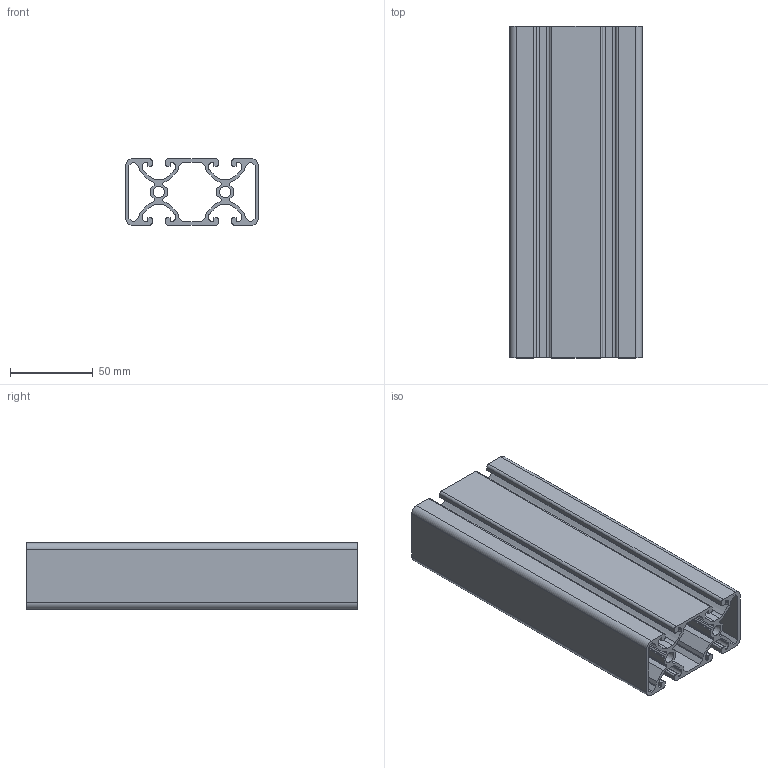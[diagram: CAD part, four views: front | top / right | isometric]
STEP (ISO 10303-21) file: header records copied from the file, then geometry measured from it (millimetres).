
FILE_DESCRIPTION(/* description */ ('Aluminiumprofil 80x40E 2N180'),/* implementation_level */ '2;1');
FILE_NAME(/* name */ 'Syskomp 281804951 Aluminiumprofil 80x40E 2N180.stp',/* time_stamp */ '2017-06-19T15:56:34+02:00',/* author */ ('wheldmann'),/* organization */ (''),/* preprocessor_version */ 'ST-DEVELOPER v16.1',/* originating_system */ 'Autodesk Inventor 2016',/* authorisation */ '');
FILE_SCHEMA (('AUTOMOTIVE_DESIGN { 1 0 10303 214 3 1 1 }'));
Length unit declared in the file: millimetre
Products named in the file (1): 281804951 Aluminiumprofil 80x40E 2N180 - 200
Bounding box: 80 x 200 x 40 mm (x, y, z)
Volume: 172762.7 mm3; surface area: 153878.6 mm2
Topology: 1 solids, 1 shells, 244 faces, 726 edges, 484 vertices
Faces by surface type: plane 174, cylinder 70
Full cylindrical faces by diameter (mm): 6.8 x2
Entity records: 8184 total; most frequent: CARTESIAN_POINT 1453, ORIENTED_EDGE 1448, DIRECTION 1354, EDGE_CURVE 724, LINE 584, VECTOR 584, VERTEX_POINT 484, AXIS2_PLACEMENT_3D 385
